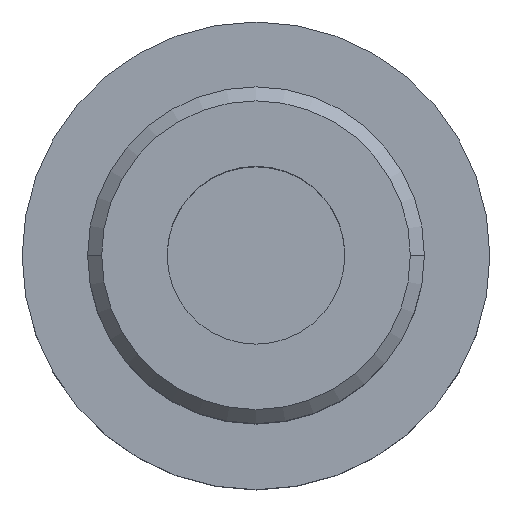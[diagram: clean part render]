
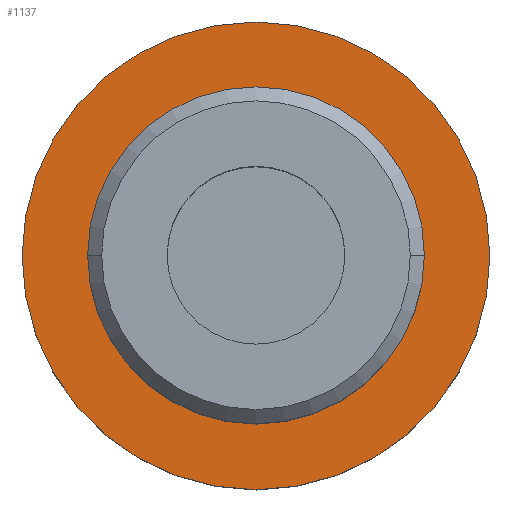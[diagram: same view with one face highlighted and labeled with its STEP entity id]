
A CAD part, top view. The second image highlights one B-rep face of the part: STEP entity #1137.
In plain terms, the highlighted planar face has unit normal (0, 0, 1).
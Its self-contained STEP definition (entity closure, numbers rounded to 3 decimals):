
#17 = EDGE_LOOP ( 'NONE', ( #3791, #2001 ) ) ;
#218 = CARTESIAN_POINT ( 'NONE',  ( -25., 0., 40. ) ) ;
#250 = CARTESIAN_POINT ( 'NONE',  ( 0., 0., 40. ) ) ;
#406 = FACE_OUTER_BOUND ( 'NONE', #3824, .T. ) ;
#673 = CARTESIAN_POINT ( 'NONE',  ( 0., 0., 40. ) ) ;
#799 = FACE_BOUND ( 'NONE', #17, .T. ) ;
#869 = VERTEX_POINT ( 'NONE', #4618 ) ;
#883 = VERTEX_POINT ( 'NONE', #218 ) ;
#1137 = ADVANCED_FACE ( 'NONE', ( #799, #406 ), #3283, .T. ) ;
#1162 = EDGE_CURVE ( 'NONE', #883, #869, #1904, .T. ) ;
#1459 = VERTEX_POINT ( 'NONE', #3477 ) ;
#1492 = CIRCLE ( 'NONE', #2214, 16.5 ) ;
#1845 = CARTESIAN_POINT ( 'NONE',  ( 0., 25., 40. ) ) ;
#1904 = CIRCLE ( 'NONE', #3027, 25. ) ;
#2001 = ORIENTED_EDGE ( 'NONE', *, *, #3436, .T. ) ;
#2082 = DIRECTION ( 'NONE',  ( 0., 0., -1. ) ) ;
#2135 = ORIENTED_EDGE ( 'NONE', *, *, #1162, .F. ) ;
#2204 = EDGE_CURVE ( 'NONE', #4577, #1459, #1492, .T. ) ;
#2214 = AXIS2_PLACEMENT_3D ( 'NONE', #250, #2082, #4682 ) ;
#2560 = DIRECTION ( 'NONE',  ( -1., 0., 0. ) ) ;
#2602 = DIRECTION ( 'NONE',  ( 1., 0., 0. ) ) ;
#2872 = DIRECTION ( 'NONE',  ( 0., 0., -1. ) ) ;
#2883 = CIRCLE ( 'NONE', #4004, 16.5 ) ;
#2936 = CARTESIAN_POINT ( 'NONE',  ( 0., 0., 40. ) ) ;
#3027 = AXIS2_PLACEMENT_3D ( 'NONE', #4028, #4762, #2560 ) ;
#3283 = PLANE ( 'NONE',  #3515 ) ;
#3404 = EDGE_CURVE ( 'NONE', #869, #883, #3860, .T. ) ;
#3436 = EDGE_CURVE ( 'NONE', #1459, #4577, #2883, .T. ) ;
#3477 = CARTESIAN_POINT ( 'NONE',  ( 16.5, 0., 40. ) ) ;
#3515 = AXIS2_PLACEMENT_3D ( 'NONE', #1845, #4437, #2602 ) ;
#3791 = ORIENTED_EDGE ( 'NONE', *, *, #2204, .T. ) ;
#3824 = EDGE_LOOP ( 'NONE', ( #2135, #4265 ) ) ;
#3832 = CARTESIAN_POINT ( 'NONE',  ( -16.5, 0., 40. ) ) ;
#3860 = CIRCLE ( 'NONE', #3932, 25. ) ;
#3932 = AXIS2_PLACEMENT_3D ( 'NONE', #673, #2872, #4250 ) ;
#4004 = AXIS2_PLACEMENT_3D ( 'NONE', #2936, #4051, #4070 ) ;
#4028 = CARTESIAN_POINT ( 'NONE',  ( 0., 0., 40. ) ) ;
#4051 = DIRECTION ( 'NONE',  ( 0., 0., -1. ) ) ;
#4070 = DIRECTION ( 'NONE',  ( -1., 0., 0. ) ) ;
#4250 = DIRECTION ( 'NONE',  ( -1., 0., 0. ) ) ;
#4265 = ORIENTED_EDGE ( 'NONE', *, *, #3404, .F. ) ;
#4437 = DIRECTION ( 'NONE',  ( 0., 0., 1. ) ) ;
#4577 = VERTEX_POINT ( 'NONE', #3832 ) ;
#4618 = CARTESIAN_POINT ( 'NONE',  ( 25., 0., 40. ) ) ;
#4682 = DIRECTION ( 'NONE',  ( -1., 0., 0. ) ) ;
#4762 = DIRECTION ( 'NONE',  ( 0., 0., -1. ) ) ;
